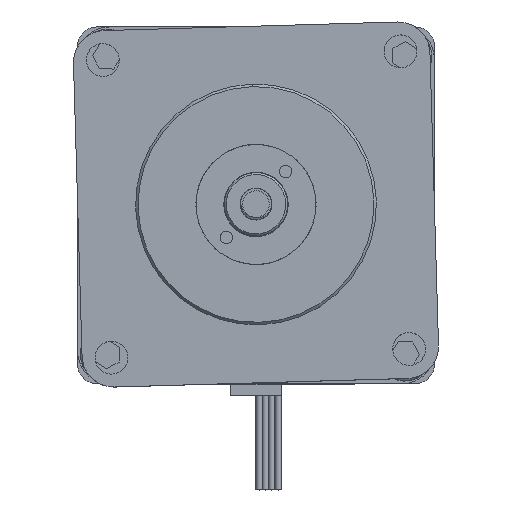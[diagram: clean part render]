
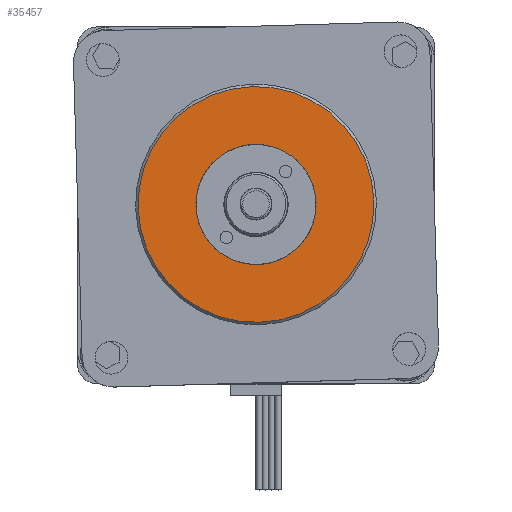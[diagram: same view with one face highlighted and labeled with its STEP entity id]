
A CAD part, top view. The second image highlights one B-rep face of the part: STEP entity #35457.
In plain terms, the highlighted planar face has unit normal (0, 0, 1).
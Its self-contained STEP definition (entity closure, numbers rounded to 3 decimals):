
#23316 = CARTESIAN_POINT ( 'NONE',  ( -9.5, 0., 7.5 ) ) ;
#23328 = CARTESIAN_POINT ( 'NONE',  ( -18.65, 0., 7.5 ) ) ;
#23370 = DIRECTION ( 'NONE',  ( 1., 0., 0. ) ) ;
#23371 = DIRECTION ( 'NONE',  ( 0., 0., 1. ) ) ;
#23372 = AXIS2_PLACEMENT_3D ( 'NONE', #23384, #23371, #23370 ) ;
#23373 = CIRCLE ( 'NONE', #23372, 18.65 ) ;
#23384 = CARTESIAN_POINT ( 'NONE',  ( 0., 0., 7.5 ) ) ;
#23394 = CIRCLE ( 'NONE', #23441, 9.5 ) ;
#23435 = CARTESIAN_POINT ( 'NONE',  ( 18.65, 0., 7.5 ) ) ;
#23438 = DIRECTION ( 'NONE',  ( 1., 0., 0. ) ) ;
#23439 = DIRECTION ( 'NONE',  ( 0., 0., 1. ) ) ;
#23440 = CARTESIAN_POINT ( 'NONE',  ( 0., 0., 7.5 ) ) ;
#23441 = AXIS2_PLACEMENT_3D ( 'NONE', #23440, #23439, #23438 ) ;
#23448 = CARTESIAN_POINT ( 'NONE',  ( 9.5, 0., 7.5 ) ) ;
#23686 = DIRECTION ( 'NONE',  ( 1., 0., 0. ) ) ;
#23687 = DIRECTION ( 'NONE',  ( 0., 0., 1. ) ) ;
#23688 = CARTESIAN_POINT ( 'NONE',  ( 0., 0., 7.5 ) ) ;
#23689 = AXIS2_PLACEMENT_3D ( 'NONE', #23688, #23687, #23686 ) ;
#23701 = CIRCLE ( 'NONE', #23689, 9.5 ) ;
#23787 = PLANE ( 'NONE',  #23816 ) ;
#23798 = CIRCLE ( 'NONE', #23830, 18.65 ) ;
#23816 = AXIS2_PLACEMENT_3D ( 'NONE', #23872, #23871, #23870 ) ;
#23822 = FACE_BOUND ( 'NONE', #35454, .T. ) ;
#23826 = FACE_OUTER_BOUND ( 'NONE', #35387, .T. ) ;
#23827 = DIRECTION ( 'NONE',  ( 1., 0., 0. ) ) ;
#23828 = DIRECTION ( 'NONE',  ( 0., 0., 1. ) ) ;
#23829 = CARTESIAN_POINT ( 'NONE',  ( 0., 0., 7.5 ) ) ;
#23830 = AXIS2_PLACEMENT_3D ( 'NONE', #23829, #23828, #23827 ) ;
#23870 = DIRECTION ( 'NONE',  ( 1., 0., 0. ) ) ;
#23871 = DIRECTION ( 'NONE',  ( 0., 0., 1. ) ) ;
#23872 = CARTESIAN_POINT ( 'NONE',  ( 0., 0., 7.5 ) ) ;
#35177 = VERTEX_POINT ( 'NONE', #23316 ) ;
#35211 = VERTEX_POINT ( 'NONE', #23328 ) ;
#35216 = EDGE_CURVE ( 'NONE', #35247, #35211, #23373, .T. ) ;
#35234 = VERTEX_POINT ( 'NONE', #23448 ) ;
#35242 = EDGE_CURVE ( 'NONE', #35177, #35234, #23394, .T. ) ;
#35247 = VERTEX_POINT ( 'NONE', #23435 ) ;
#35377 = ORIENTED_EDGE ( 'NONE', *, *, #35441, .T. ) ;
#35387 = EDGE_LOOP ( 'NONE', ( #35377, #35443 ) ) ;
#35388 = ORIENTED_EDGE ( 'NONE', *, *, #35394, .F. ) ;
#35394 = EDGE_CURVE ( 'NONE', #35234, #35177, #23701, .T. ) ;
#35440 = ORIENTED_EDGE ( 'NONE', *, *, #35242, .F. ) ;
#35441 = EDGE_CURVE ( 'NONE', #35211, #35247, #23798, .T. ) ;
#35443 = ORIENTED_EDGE ( 'NONE', *, *, #35216, .T. ) ;
#35454 = EDGE_LOOP ( 'NONE', ( #35388, #35440 ) ) ;
#35457 = ADVANCED_FACE ( 'NONE', ( #23822, #23826 ), #23787, .T. ) ;
